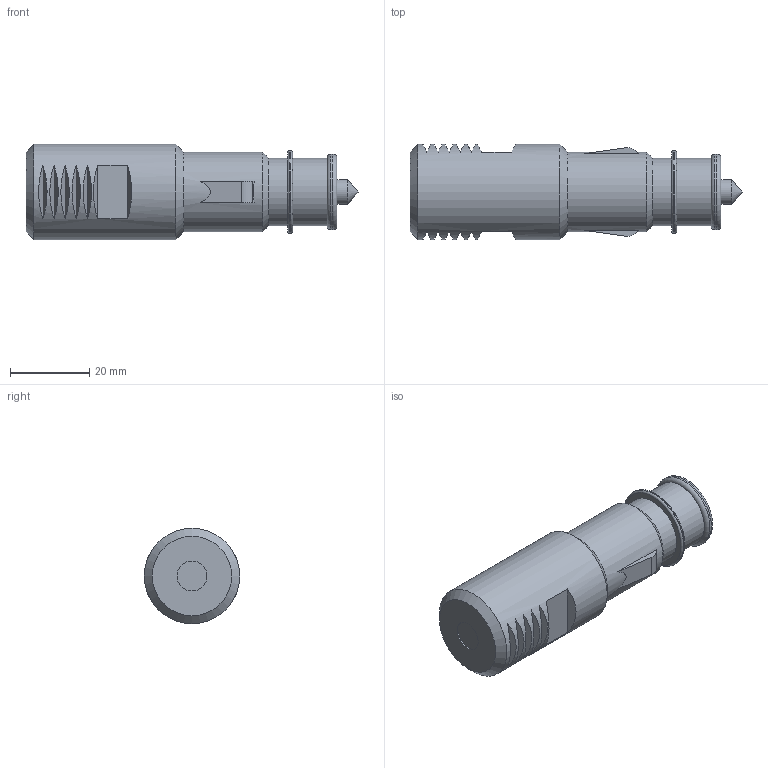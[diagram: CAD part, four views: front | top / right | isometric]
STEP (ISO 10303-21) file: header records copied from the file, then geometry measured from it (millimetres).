
FILE_DESCRIPTION(/* description */ ('Unknown'),/* implementation_level */ '2;1');
FILE_NAME(/* name */ 'Teil1',/* time_stamp */ '2016-12-22T10:57:07+01:00',/* author */ ('Unknown'),/* organization */ ('Unknown'),/* preprocessor_version */ 'ST-DEVELOPER v16.7',/* originating_system */ 'DEX',/* authorisation */ $);
FILE_SCHEMA (('AUTOMOTIVE_DESIGN {1 0 10303 214 3 1 1}'));
Length unit declared in the file: millimetre
Products named in the file (1): Teil1
Bounding box: 83.55 x 24 x 24 mm (x, y, z)
Volume: 28185.7 mm3; surface area: 6580.6 mm2
Topology: 1 solids, 1 shells, 57 faces, 110 edges, 72 vertices
Faces by surface type: plane 39, cylinder 10, cone 4, torus 4
Full cylindrical faces by diameter (mm): 6.169 x1, 7.5 x1, 17 x2, 19 x1, 20 x1, 21 x1, 24 x1
Entity records: 1740 total; most frequent: DIRECTION 254, CARTESIAN_POINT 209, ORIENTED_EDGE 172, AXIS2_PLACEMENT_3D 110, FACE_BOUND 91, EDGE_LOOP 90, EDGE_CURVE 86, VERTEX_POINT 65
